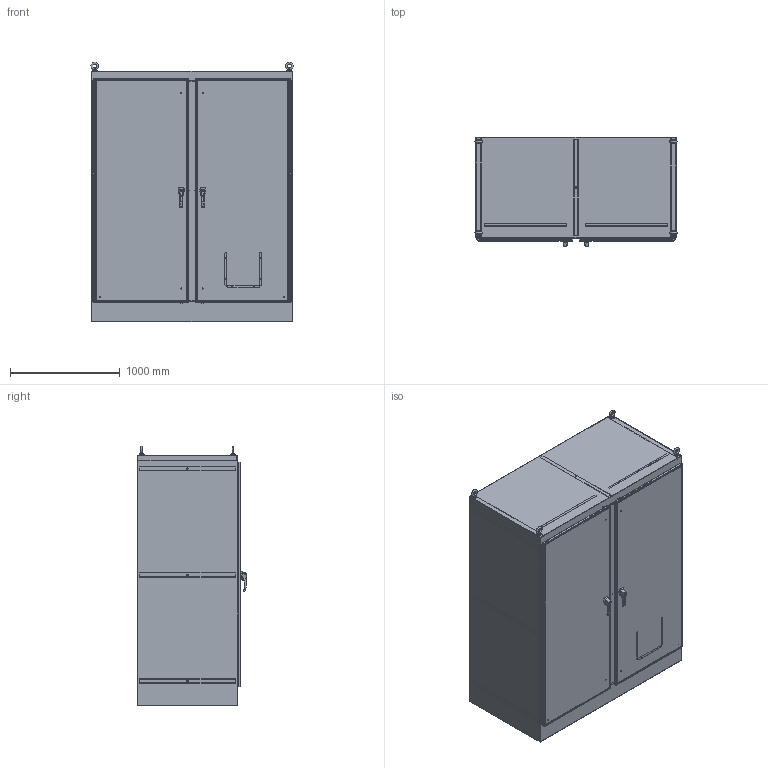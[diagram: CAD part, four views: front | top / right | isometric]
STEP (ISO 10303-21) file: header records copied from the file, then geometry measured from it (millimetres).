
FILE_DESCRIPTION (( 'STEP AP203' ), '1' );
FILE_NAME ('HN4FS907236SS.step', '2020-11-12T20:41:22', ( 'ADC123' ), ( 'Microsoft' ), 'SwSTEP 2.0', 'SolidWorks 2019', '' );
FILE_SCHEMA (( 'CONFIG_CONTROL_DESIGN' ));
Products named in the file (1): HN4FS907236SS
Bounding box: 1844.14 x 999.79 x 2368.3 mm (x, y, z)
Volume: 45136887.6 mm3; surface area: 37410297.4 mm2
Topology: 115 solids, 121 shells, 3237 faces, 8480 edges, 5526 vertices
Faces by surface type: plane 1697, cylinder 1280, cone 134, bspline 126
Full cylindrical faces by diameter (mm): 2.54 x2, 4.394 x2, 5.105 x6, 5.893 x2, 5.918 x2, 6.248 x6, 6.35 x18, 6.528 x8, 7.112 x8, 7.137 x8, 7.442 x6, 7.722 x26, 7.937 x4, 7.938 x12, 7.95 x4, 8.128 x2, 8.255 x2, 8.484 x2, 8.89 x2, 9.398 x4, 9.525 x2, 9.906 x8, 10.49 x4, 11.176 x4, 12.7 x8, 13.335 x2, 13.376 x4, 15.24 x2, 15.85 x4, 15.875 x8
Entity records: 115168 total; most frequent: CARTESIAN_POINT 35929, ORIENTED_EDGE 16358, DIRECTION 16163, EDGE_CURVE 8179, AXIS2_PLACEMENT_3D 5628, VERTEX_POINT 5498, LINE 4907, VECTOR 4907
